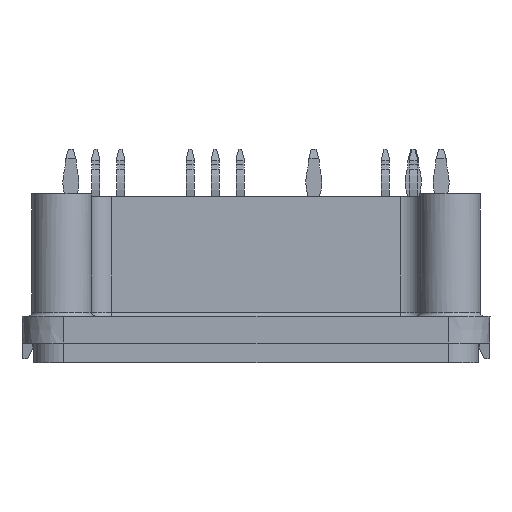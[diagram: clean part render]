
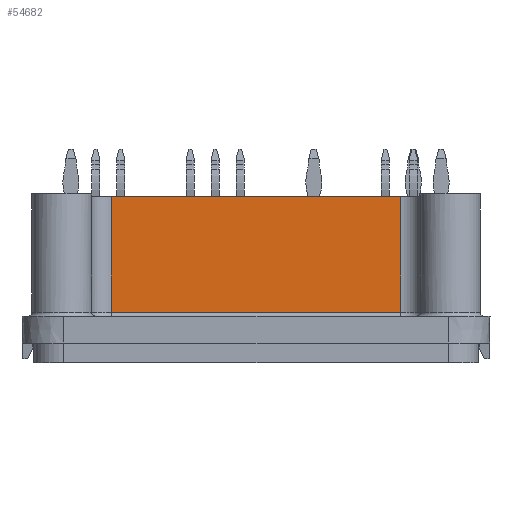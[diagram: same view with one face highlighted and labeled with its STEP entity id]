
A CAD part, left-side view. The second image highlights one B-rep face of the part: STEP entity #54682.
In plain terms, the highlighted planar face has unit normal (-1, 0, 0).
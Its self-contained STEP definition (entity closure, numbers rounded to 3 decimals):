
#11662=ORIENTED_EDGE('',*,*,#19155,.F.);
#11663=ORIENTED_EDGE('',*,*,#19156,.T.);
#11664=ORIENTED_EDGE('',*,*,#19157,.T.);
#11665=ORIENTED_EDGE('',*,*,#18453,.F.);
#18453=EDGE_CURVE('',#23082,#23085,#27270,.T.);
#19155=EDGE_CURVE('',#23532,#23082,#27735,.T.);
#19156=EDGE_CURVE('',#23532,#23533,#27736,.T.);
#19157=EDGE_CURVE('',#23533,#23085,#27737,.T.);
#23082=VERTEX_POINT('',#77881);
#23085=VERTEX_POINT('',#77889);
#23532=VERTEX_POINT('',#81202);
#23533=VERTEX_POINT('',#81206);
#27270=LINE('',#77888,#31348);
#27735=LINE('',#81203,#31813);
#27736=LINE('',#81205,#31814);
#27737=LINE('',#81207,#31815);
#31348=VECTOR('',#66130,1000.);
#31813=VECTOR('',#67145,1000.);
#31814=VECTOR('',#67148,1000.);
#31815=VECTOR('',#67149,1000.);
#34248=EDGE_LOOP('',(#11662,#11663,#11664,#11665));
#36550=FACE_BOUND('',#34248,.T.);
#38114=PLANE('',#57729);
#54682=ADVANCED_FACE('',(#36550),#38114,.F.);
#57729=AXIS2_PLACEMENT_3D('',#81204,#67146,#67147);
#66130=DIRECTION('',(0.,1.,0.));
#67145=DIRECTION('',(0.,0.,-1.));
#67146=DIRECTION('',(1.,0.,0.));
#67147=DIRECTION('',(0.,-1.,0.));
#67148=DIRECTION('',(0.,1.,0.));
#67149=DIRECTION('',(0.,0.,-1.));
#77881=CARTESIAN_POINT('',(-39.5,-14.525,1.8));
#77888=CARTESIAN_POINT('',(-39.5,-22.5,1.8));
#77889=CARTESIAN_POINT('',(-39.5,14.525,1.8));
#81202=CARTESIAN_POINT('',(-39.5,-14.525,13.4));
#81203=CARTESIAN_POINT('',(-39.5,-14.525,61.53));
#81204=CARTESIAN_POINT('',(-39.5,-22.5,61.53));
#81205=CARTESIAN_POINT('',(-39.5,-22.5,13.4));
#81206=CARTESIAN_POINT('',(-39.5,14.525,13.4));
#81207=CARTESIAN_POINT('',(-39.5,14.525,61.53));
